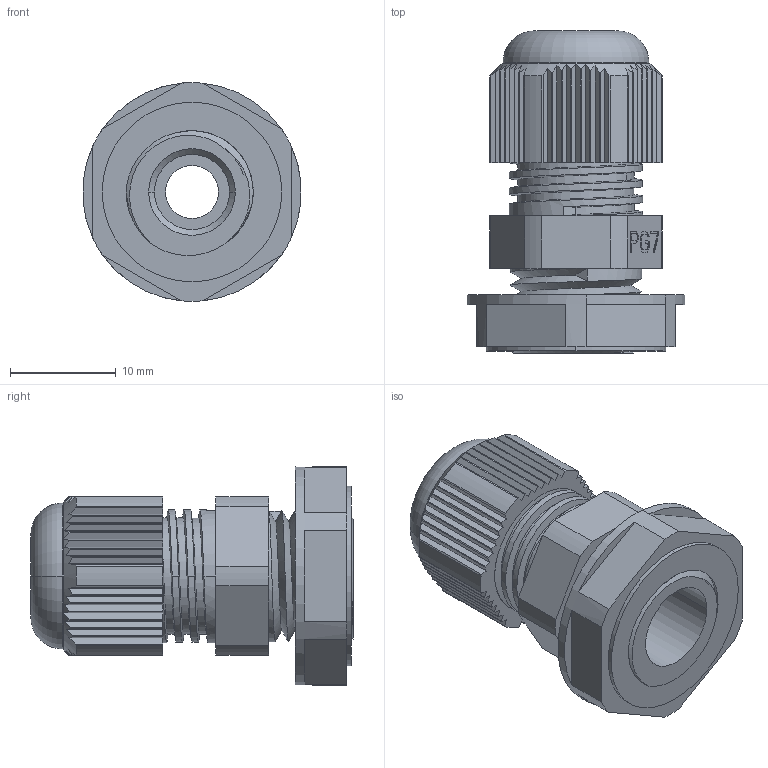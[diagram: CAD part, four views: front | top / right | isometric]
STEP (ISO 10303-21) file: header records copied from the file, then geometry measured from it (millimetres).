
FILE_DESCRIPTION((''),'2;1');
FILE_NAME('GLAND_PG7','2015-06-25T',('david_cr'),('HWM-Water Ltd.'),'PRO/ENGINEER BY PARAMETRIC TECHNOLOGY CORPORATION, 2013050','PRO/ENGINEER BY PARAMETRIC TECHNOLOGY CORPORATION, 2013050','');
FILE_SCHEMA(('CONFIG_CONTROL_DESIGN'));
Length unit declared in the file: millimetre
Products named in the file (1): GLAND_PG7
Bounding box: 20.63 x 30.5 x 20.69 mm (x, y, z)
Volume: 4236 mm3; surface area: 3906.8 mm2
Topology: 1 solids, 1 shells, 414 faces, 1212 edges, 773 vertices
Faces by surface type: plane 307, cylinder 84, bspline 11, cone 8, torus 4
Entity records: 20768 total; most frequent: CARTESIAN_POINT 6068, ORIENTED_EDGE 2424, DIRECTION 2056, PRESENTATION_STYLE_ASSIGNMENT 1230, STYLED_ITEM 1213, CURVE_STYLE 1212, EDGE_CURVE 1212, VECTOR 790
